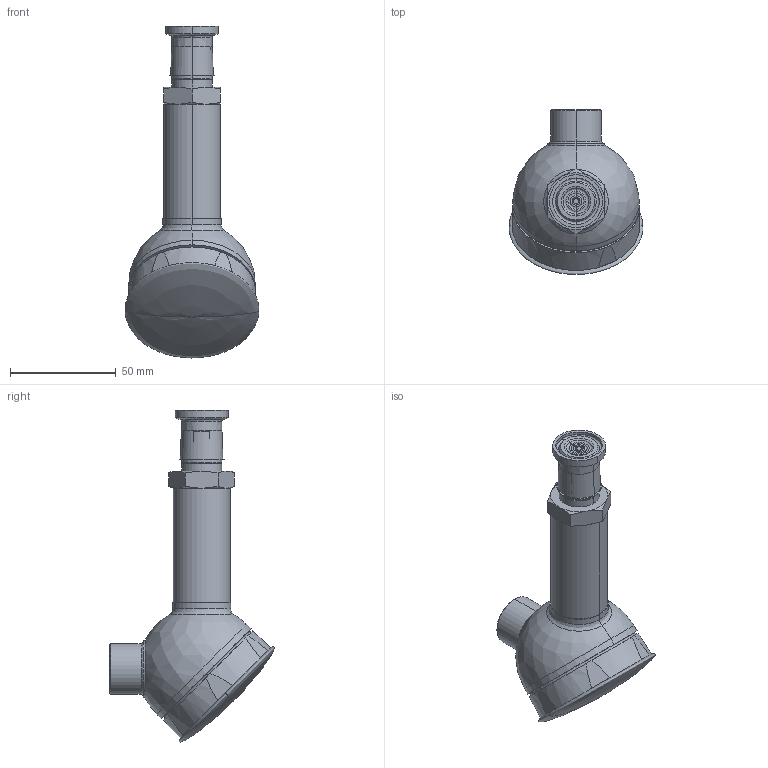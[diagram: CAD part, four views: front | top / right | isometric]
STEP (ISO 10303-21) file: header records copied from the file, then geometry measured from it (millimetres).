
FILE_DESCRIPTION((''),'2;1');
FILE_NAME('50236351_ASM','2015-05-22T',('Schmidc01'),(''),'PRO/ENGINEER BY PARAMETRIC TECHNOLOGY CORPORATION, 2013410','PRO/ENGINEER BY PARAMETRIC TECHNOLOGY CORPORATION, 2013410','');
FILE_SCHEMA(('AUTOMOTIVE_DESIGN { 1 0 10303 214 1 1 1 1 }'));
Length unit declared in the file: inch
Products named in the file (5): 52720904______________00372095; BODY__________________00372092; CAP___________________00372093; 50720875______________00372091_ASM; 50236351_ASM
Assembly tree (4 placements, depth 3):
  50236351_ASM
    52720904______________00372095
    50720875______________00372091_ASM
      BODY__________________00372092
      CAP___________________00372093
Bounding box: 63.3 x 77.97 x 156.94 mm (x, y, z)
Volume: 160131 mm3; surface area: 31031.5 mm2
Topology: 3 solids, 5 shells, 137 faces, 297 edges, 177 vertices
Faces by surface type: bspline 137
Entity records: 9376 total; most frequent: CARTESIAN_POINT 5150, ORIENTED_EDGE 584, DIRECTION 456, EDGE_CURVE 295, PROPERTY_DEFINITION 250, REPRESENTATION 246, PROPERTY_DEFINITION_REPRESENTATION 246, GENERAL_PROPERTY 217
